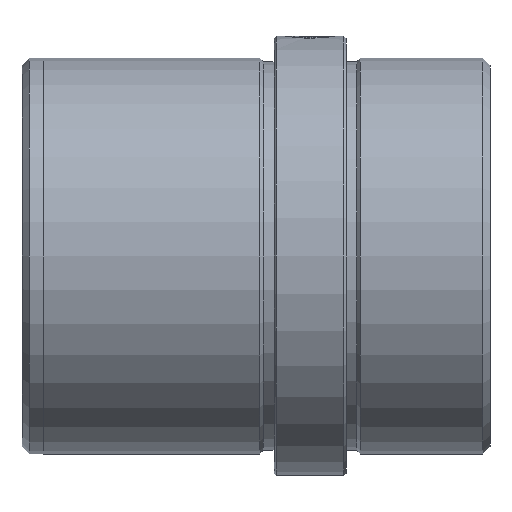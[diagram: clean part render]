
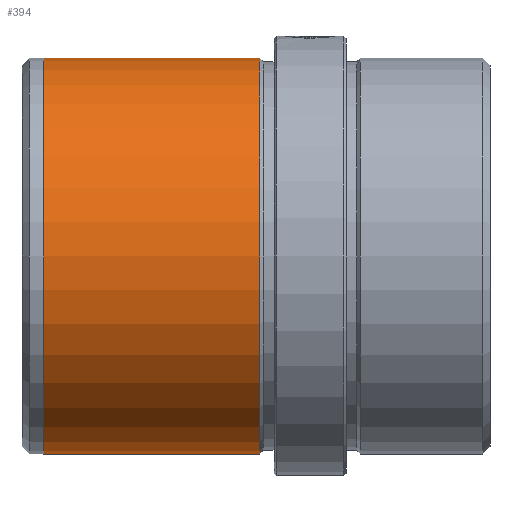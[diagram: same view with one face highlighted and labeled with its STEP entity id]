
A CAD part, left-side view. The second image highlights one B-rep face of the part: STEP entity #394.
In plain terms, the highlighted cylindrical face has radius 27.5 mm (diameter 55 mm), a partial arc.
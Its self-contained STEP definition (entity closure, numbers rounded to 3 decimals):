
#47 = DIRECTION ( 'NONE',  ( 0., -1., 0. ) ) ;
#163 = AXIS2_PLACEMENT_3D ( 'NONE', #2004, #47, #859 ) ;
#196 = CIRCLE ( 'NONE', #640, 27.5 ) ;
#219 = EDGE_CURVE ( 'NONE', #1219, #1858, #196, .T. ) ;
#298 = ORIENTED_EDGE ( 'NONE', *, *, #1588, .T. ) ;
#394 = ADVANCED_FACE ( 'NONE', ( #769 ), #2082, .T. ) ;
#535 = EDGE_CURVE ( 'NONE', #1219, #721, #1395, .T. ) ;
#574 = CARTESIAN_POINT ( 'NONE',  ( 0., 0., 27.5 ) ) ;
#610 = CARTESIAN_POINT ( 'NONE',  ( 0., 62., 27.5 ) ) ;
#640 = AXIS2_PLACEMENT_3D ( 'NONE', #1932, #956, #2104 ) ;
#662 = VERTEX_POINT ( 'NONE', #1978 ) ;
#687 = EDGE_LOOP ( 'NONE', ( #888, #1387, #298, #1340 ) ) ;
#721 = VERTEX_POINT ( 'NONE', #1672 ) ;
#727 = DIRECTION ( 'NONE',  ( 0., -1., 0. ) ) ;
#752 = DIRECTION ( 'NONE',  ( 0., -1., 0. ) ) ;
#769 = FACE_OUTER_BOUND ( 'NONE', #687, .T. ) ;
#836 = VECTOR ( 'NONE', #752, 1000. ) ;
#859 = DIRECTION ( 'NONE',  ( 0., 0., -1. ) ) ;
#888 = ORIENTED_EDGE ( 'NONE', *, *, #535, .F. ) ;
#953 = DIRECTION ( 'NONE',  ( 0., -1., 0. ) ) ;
#956 = DIRECTION ( 'NONE',  ( 0., -1., 0. ) ) ;
#984 = LINE ( 'NONE', #1872, #1915 ) ;
#986 = EDGE_CURVE ( 'NONE', #721, #662, #2019, .T. ) ;
#1085 = AXIS2_PLACEMENT_3D ( 'NONE', #1928, #953, #2102 ) ;
#1200 = CARTESIAN_POINT ( 'NONE',  ( 0., 62., -27.5 ) ) ;
#1219 = VERTEX_POINT ( 'NONE', #610 ) ;
#1340 = ORIENTED_EDGE ( 'NONE', *, *, #986, .F. ) ;
#1387 = ORIENTED_EDGE ( 'NONE', *, *, #219, .T. ) ;
#1395 = LINE ( 'NONE', #574, #836 ) ;
#1588 = EDGE_CURVE ( 'NONE', #1858, #662, #984, .T. ) ;
#1672 = CARTESIAN_POINT ( 'NONE',  ( 0., 32., 27.5 ) ) ;
#1858 = VERTEX_POINT ( 'NONE', #1200 ) ;
#1872 = CARTESIAN_POINT ( 'NONE',  ( 0., 0., -27.5 ) ) ;
#1915 = VECTOR ( 'NONE', #727, 1000. ) ;
#1928 = CARTESIAN_POINT ( 'NONE',  ( 0., 32., 0. ) ) ;
#1932 = CARTESIAN_POINT ( 'NONE',  ( 0., 62., 0. ) ) ;
#1978 = CARTESIAN_POINT ( 'NONE',  ( 0., 32., -27.5 ) ) ;
#2004 = CARTESIAN_POINT ( 'NONE',  ( 0., 0., 0. ) ) ;
#2019 = CIRCLE ( 'NONE', #1085, 27.5 ) ;
#2082 = CYLINDRICAL_SURFACE ( 'NONE', #163, 27.5 ) ;
#2102 = DIRECTION ( 'NONE',  ( 0., 0., -1. ) ) ;
#2104 = DIRECTION ( 'NONE',  ( 0., 0., -1. ) ) ;
